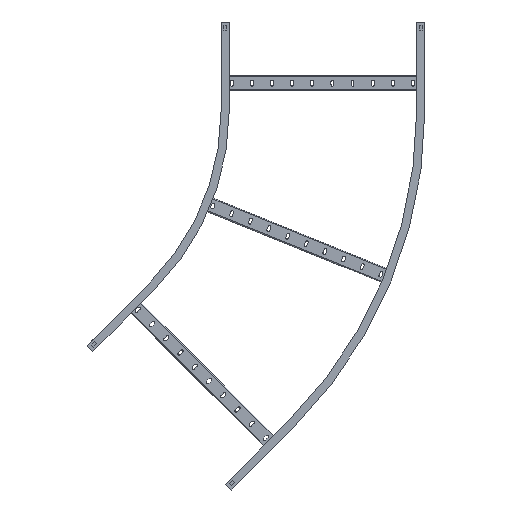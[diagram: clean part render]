
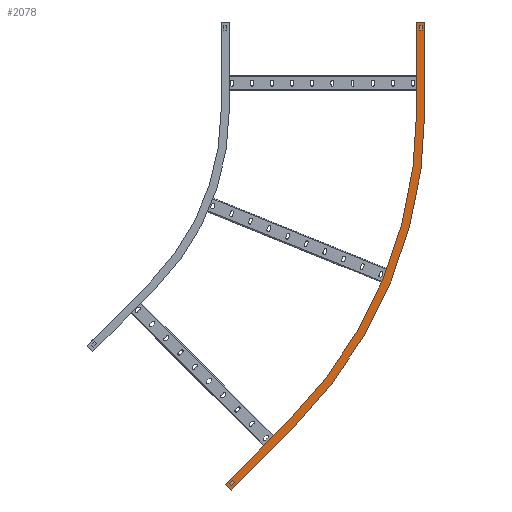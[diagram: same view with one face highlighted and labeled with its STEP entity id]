
A CAD part, front view. The second image highlights one B-rep face of the part: STEP entity #2078.
In plain terms, the highlighted planar face has unit normal (0, -1, 0).
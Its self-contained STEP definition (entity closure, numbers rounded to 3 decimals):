
#39 = DIRECTION ( 'NONE',  ( 0.707, 0., -0.707 ) ) ;
#135 = CARTESIAN_POINT ( 'NONE',  ( 1088.7, 0., 217. ) ) ;
#152 = LINE ( 'NONE', #4565, #6464 ) ;
#253 = ORIENTED_EDGE ( 'NONE', *, *, #5625, .T. ) ;
#282 = FACE_BOUND ( 'NONE', #2499, .T. ) ;
#353 = CARTESIAN_POINT ( 'NONE',  ( 1082.2, 0., 217. ) ) ;
#382 = EDGE_CURVE ( 'NONE', #3470, #390, #1371, .T. ) ;
#390 = VERTEX_POINT ( 'NONE', #7597 ) ;
#423 = VERTEX_POINT ( 'NONE', #6523 ) ;
#669 = DIRECTION ( 'NONE',  ( 0., 1., 0. ) ) ;
#716 = VECTOR ( 'NONE', #39, 1000. ) ;
#726 = VERTEX_POINT ( 'NONE', #7896 ) ;
#921 = VECTOR ( 'NONE', #2666, 1000. ) ;
#1021 = VERTEX_POINT ( 'NONE', #3801 ) ;
#1166 = ORIENTED_EDGE ( 'NONE', *, *, #7315, .T. ) ;
#1249 = CARTESIAN_POINT ( 'NONE',  ( 1095.7, 0., 197. ) ) ;
#1262 = VERTEX_POINT ( 'NONE', #7677 ) ;
#1349 = ORIENTED_EDGE ( 'NONE', *, *, #3127, .T. ) ;
#1354 = VERTEX_POINT ( 'NONE', #4871 ) ;
#1357 = CARTESIAN_POINT ( 'NONE',  ( 624.375, 0., -931.26 ) ) ;
#1364 = ORIENTED_EDGE ( 'NONE', *, *, #5105, .T. ) ;
#1371 = LINE ( 'NONE', #1472, #5547 ) ;
#1375 = CARTESIAN_POINT ( 'NONE',  ( 765.231, 0., -765.231 ) ) ;
#1472 = CARTESIAN_POINT ( 'NONE',  ( 765.231, 0., -765.231 ) ) ;
#1529 = VECTOR ( 'NONE', #5880, 1000. ) ;
#1606 = VERTEX_POINT ( 'NONE', #1249 ) ;
#1734 = VERTEX_POINT ( 'NONE', #5688 ) ;
#1782 = DIRECTION ( 'NONE',  ( 1., 0., 0. ) ) ;
#1784 = LINE ( 'NONE', #6413, #921 ) ;
#1910 = LINE ( 'NONE', #7612, #1529 ) ;
#1911 = ORIENTED_EDGE ( 'NONE', *, *, #6564, .T. ) ;
#1930 = LINE ( 'NONE', #5827, #2590 ) ;
#2004 = ORIENTED_EDGE ( 'NONE', *, *, #6541, .T. ) ;
#2078 = ADVANCED_FACE ( 'NONE', ( #282, #2773, #4621 ), #6776, .F. ) ;
#2091 = EDGE_CURVE ( 'NONE', #3114, #3494, #5511, .T. ) ;
#2096 = DIRECTION ( 'NONE',  ( 0., 0., 1. ) ) ;
#2099 = DIRECTION ( 'NONE',  ( 1., 0., 0. ) ) ;
#2119 = VECTOR ( 'NONE', #3765, 1000. ) ;
#2379 = AXIS2_PLACEMENT_3D ( 'NONE', #7713, #5824, #2096 ) ;
#2499 = EDGE_LOOP ( 'NONE', ( #7606, #6975, #253, #6641 ) ) ;
#2551 = CARTESIAN_POINT ( 'NONE',  ( 1095.7, 0., 209. ) ) ;
#2571 = CARTESIAN_POINT ( 'NONE',  ( 1102.2, 0., 217. ) ) ;
#2590 = VECTOR ( 'NONE', #2099, 1000. ) ;
#2622 = EDGE_CURVE ( 'NONE', #423, #7861, #4304, .T. ) ;
#2658 = DIRECTION ( 'NONE',  ( 0.707, 0., 0.707 ) ) ;
#2666 = DIRECTION ( 'NONE',  ( 0., 0., -1. ) ) ;
#2773 = FACE_OUTER_BOUND ( 'NONE', #5717, .T. ) ;
#2882 = CARTESIAN_POINT ( 'NONE',  ( 1082.2, 0., 197. ) ) ;
#2887 = CIRCLE ( 'NONE', #3723, 1082.2 ) ;
#2956 = CARTESIAN_POINT ( 'NONE',  ( 625.931, 0., -904.531 ) ) ;
#2964 = VECTOR ( 'NONE', #2658, 1000. ) ;
#3033 = DIRECTION ( 'NONE',  ( 0., 0., 1. ) ) ;
#3114 = VERTEX_POINT ( 'NONE', #5203 ) ;
#3127 = EDGE_CURVE ( 'NONE', #4197, #3114, #4297, .T. ) ;
#3133 = DIRECTION ( 'NONE',  ( 1., 0., 0. ) ) ;
#3222 = LINE ( 'NONE', #5046, #716 ) ;
#3283 = DIRECTION ( 'NONE',  ( 0., 0., -1. ) ) ;
#3418 = EDGE_CURVE ( 'NONE', #1734, #7407, #5685, .T. ) ;
#3470 = VERTEX_POINT ( 'NONE', #1375 ) ;
#3494 = VERTEX_POINT ( 'NONE', #4659 ) ;
#3723 = AXIS2_PLACEMENT_3D ( 'NONE', #7515, #7469, #3133 ) ;
#3765 = DIRECTION ( 'NONE',  ( -0.707, 0., -0.707 ) ) ;
#3801 = CARTESIAN_POINT ( 'NONE',  ( 1082.2, 0., 0. ) ) ;
#3805 = CARTESIAN_POINT ( 'NONE',  ( 630.527, 0., -909.127 ) ) ;
#3825 = VECTOR ( 'NONE', #6654, 1000. ) ;
#3919 = CIRCLE ( 'NONE', #2379, 1102.2 ) ;
#3954 = CARTESIAN_POINT ( 'NONE',  ( 1102.2, 0., -765.231 ) ) ;
#3986 = VECTOR ( 'NONE', #4125, 1000. ) ;
#4010 = VECTOR ( 'NONE', #5083, 1000. ) ;
#4045 = ORIENTED_EDGE ( 'NONE', *, *, #2622, .F. ) ;
#4079 = CARTESIAN_POINT ( 'NONE',  ( 1088.7, 0., 209. ) ) ;
#4098 = ORIENTED_EDGE ( 'NONE', *, *, #4209, .T. ) ;
#4125 = DIRECTION ( 'NONE',  ( -1., 0., 0. ) ) ;
#4197 = VERTEX_POINT ( 'NONE', #3805 ) ;
#4209 = EDGE_CURVE ( 'NONE', #7584, #5802, #3222, .T. ) ;
#4225 = ORIENTED_EDGE ( 'NONE', *, *, #2091, .T. ) ;
#4294 = CARTESIAN_POINT ( 'NONE',  ( 774.777, 0., -774.777 ) ) ;
#4297 = LINE ( 'NONE', #2956, #6763 ) ;
#4304 = LINE ( 'NONE', #5541, #6667 ) ;
#4506 = ORIENTED_EDGE ( 'NONE', *, *, #5834, .T. ) ;
#4565 = CARTESIAN_POINT ( 'NONE',  ( 769.827, 0., -769.827 ) ) ;
#4592 = EDGE_CURVE ( 'NONE', #1606, #1734, #7321, .T. ) ;
#4602 = LINE ( 'NONE', #6003, #3825 ) ;
#4621 = FACE_BOUND ( 'NONE', #7174, .T. ) ;
#4659 = CARTESIAN_POINT ( 'NONE',  ( 626.992, 0., -922.562 ) ) ;
#4816 = CARTESIAN_POINT ( 'NONE',  ( 1100., 0., 217. ) ) ;
#4871 = CARTESIAN_POINT ( 'NONE',  ( 622.042, 0., -917.612 ) ) ;
#4981 = ORIENTED_EDGE ( 'NONE', *, *, #6365, .F. ) ;
#5046 = CARTESIAN_POINT ( 'NONE',  ( 624.375, 0., -931.26 ) ) ;
#5083 = DIRECTION ( 'NONE',  ( 0., 0., 1. ) ) ;
#5105 = EDGE_CURVE ( 'NONE', #423, #1021, #6519, .T. ) ;
#5157 = DIRECTION ( 'NONE',  ( -0.707, 0., -0.707 ) ) ;
#5203 = CARTESIAN_POINT ( 'NONE',  ( 635.477, 0., -914.077 ) ) ;
#5358 = DIRECTION ( 'NONE',  ( 0., 0., -1. ) ) ;
#5511 = LINE ( 'NONE', #4294, #2119 ) ;
#5541 = CARTESIAN_POINT ( 'NONE',  ( 1082.2, 0., 217. ) ) ;
#5547 = VECTOR ( 'NONE', #5157, 1000. ) ;
#5592 = ORIENTED_EDGE ( 'NONE', *, *, #7114, .F. ) ;
#5625 = EDGE_CURVE ( 'NONE', #7407, #7551, #1930, .T. ) ;
#5627 = CARTESIAN_POINT ( 'NONE',  ( 625.931, 0., -932.815 ) ) ;
#5685 = LINE ( 'NONE', #135, #4010 ) ;
#5688 = CARTESIAN_POINT ( 'NONE',  ( 1088.7, 0., 197. ) ) ;
#5717 = EDGE_LOOP ( 'NONE', ( #1364, #4506, #5811, #2004, #4098, #1911, #5592, #5946, #4981, #4045 ) ) ;
#5802 = VERTEX_POINT ( 'NONE', #5627 ) ;
#5811 = ORIENTED_EDGE ( 'NONE', *, *, #382, .T. ) ;
#5824 = DIRECTION ( 'NONE',  ( 0., 1., 0. ) ) ;
#5827 = CARTESIAN_POINT ( 'NONE',  ( 1082.2, 0., 209. ) ) ;
#5834 = EDGE_CURVE ( 'NONE', #1021, #3470, #2887, .T. ) ;
#5880 = DIRECTION ( 'NONE',  ( 0.707, 0., -0.707 ) ) ;
#5946 = ORIENTED_EDGE ( 'NONE', *, *, #6575, .F. ) ;
#6003 = CARTESIAN_POINT ( 'NONE',  ( 617.446, 0., -913.016 ) ) ;
#6131 = VECTOR ( 'NONE', #5358, 1000. ) ;
#6275 = DIRECTION ( 'NONE',  ( 1., 0., 0. ) ) ;
#6293 = LINE ( 'NONE', #6340, #6399 ) ;
#6306 = ORIENTED_EDGE ( 'NONE', *, *, #7752, .T. ) ;
#6325 = DIRECTION ( 'NONE',  ( 0.707, 0., 0.707 ) ) ;
#6340 = CARTESIAN_POINT ( 'NONE',  ( 765.231, 0., 217. ) ) ;
#6365 = EDGE_CURVE ( 'NONE', #7861, #6465, #6293, .T. ) ;
#6390 = LINE ( 'NONE', #7722, #2964 ) ;
#6399 = VECTOR ( 'NONE', #6275, 1000. ) ;
#6413 = CARTESIAN_POINT ( 'NONE',  ( 1095.7, 0., 217. ) ) ;
#6464 = VECTOR ( 'NONE', #6325, 1000. ) ;
#6465 = VERTEX_POINT ( 'NONE', #2571 ) ;
#6519 = LINE ( 'NONE', #353, #6131 ) ;
#6523 = CARTESIAN_POINT ( 'NONE',  ( 1082.2, 0., 217. ) ) ;
#6541 = EDGE_CURVE ( 'NONE', #390, #7584, #1910, .T. ) ;
#6564 = EDGE_CURVE ( 'NONE', #5802, #726, #6390, .T. ) ;
#6575 = EDGE_CURVE ( 'NONE', #6465, #1262, #8026, .T. ) ;
#6641 = ORIENTED_EDGE ( 'NONE', *, *, #7701, .T. ) ;
#6646 = DIRECTION ( 'NONE',  ( 0.707, 0., -0.707 ) ) ;
#6654 = DIRECTION ( 'NONE',  ( -0.707, 0., 0.707 ) ) ;
#6667 = VECTOR ( 'NONE', #1782, 1000. ) ;
#6763 = VECTOR ( 'NONE', #6646, 1000. ) ;
#6776 = PLANE ( 'NONE',  #7406 ) ;
#6876 = VECTOR ( 'NONE', #3283, 1000. ) ;
#6975 = ORIENTED_EDGE ( 'NONE', *, *, #3418, .T. ) ;
#7114 = EDGE_CURVE ( 'NONE', #1262, #726, #3919, .T. ) ;
#7174 = EDGE_LOOP ( 'NONE', ( #4225, #1166, #6306, #1349 ) ) ;
#7315 = EDGE_CURVE ( 'NONE', #3494, #1354, #4602, .T. ) ;
#7321 = LINE ( 'NONE', #2882, #3986 ) ;
#7406 = AXIS2_PLACEMENT_3D ( 'NONE', #7497, #669, #3033 ) ;
#7407 = VERTEX_POINT ( 'NONE', #4079 ) ;
#7469 = DIRECTION ( 'NONE',  ( 0., 1., 0. ) ) ;
#7497 = CARTESIAN_POINT ( 'NONE',  ( 1082.2, 0., 217. ) ) ;
#7515 = CARTESIAN_POINT ( 'NONE',  ( 0., 0., 0. ) ) ;
#7551 = VERTEX_POINT ( 'NONE', #2551 ) ;
#7584 = VERTEX_POINT ( 'NONE', #1357 ) ;
#7597 = CARTESIAN_POINT ( 'NONE',  ( 611.789, 0., -918.673 ) ) ;
#7606 = ORIENTED_EDGE ( 'NONE', *, *, #4592, .T. ) ;
#7612 = CARTESIAN_POINT ( 'NONE',  ( 611.789, 0., -918.673 ) ) ;
#7677 = CARTESIAN_POINT ( 'NONE',  ( 1102.2, 0., 0. ) ) ;
#7701 = EDGE_CURVE ( 'NONE', #7551, #1606, #1784, .T. ) ;
#7713 = CARTESIAN_POINT ( 'NONE',  ( 0., 0., 0. ) ) ;
#7722 = CARTESIAN_POINT ( 'NONE',  ( 779.373, 0., -779.373 ) ) ;
#7752 = EDGE_CURVE ( 'NONE', #1354, #4197, #152, .T. ) ;
#7861 = VERTEX_POINT ( 'NONE', #4816 ) ;
#7896 = CARTESIAN_POINT ( 'NONE',  ( 779.373, 0., -779.373 ) ) ;
#8026 = LINE ( 'NONE', #3954, #6876 ) ;
